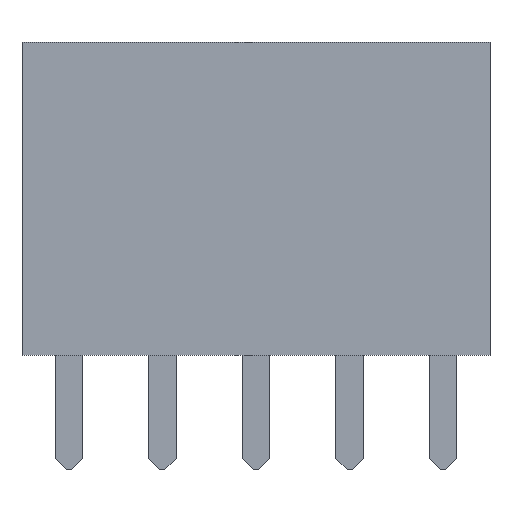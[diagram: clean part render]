
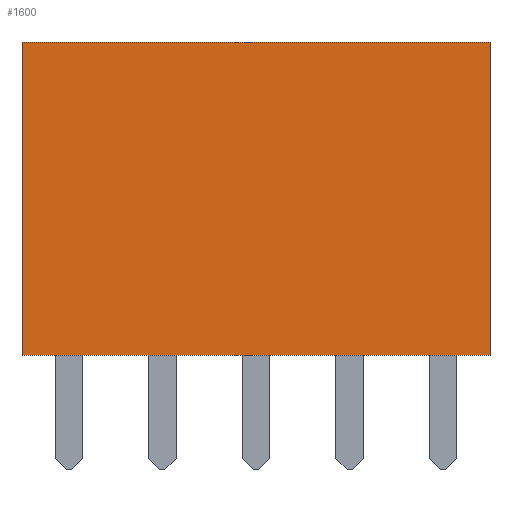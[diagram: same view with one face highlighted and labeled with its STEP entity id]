
A CAD part, front view. The second image highlights one B-rep face of the part: STEP entity #1600.
In plain terms, the highlighted planar face has unit normal (0, -1, 0).
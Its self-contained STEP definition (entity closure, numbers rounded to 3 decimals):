
#104=FACE_OUTER_BOUND('',#204,.T.);
#204=EDGE_LOOP('',(#1323,#1324,#1325,#1326));
#283=LINE('',#2268,#497);
#324=LINE('',#2352,#538);
#351=LINE('',#2407,#565);
#355=LINE('',#2414,#569);
#497=VECTOR('',#1845,10.);
#538=VECTOR('',#1912,10.);
#565=VECTOR('',#1965,10.);
#569=VECTOR('',#1973,10.);
#693=VERTEX_POINT('',#2265);
#694=VERTEX_POINT('',#2267);
#724=VERTEX_POINT('',#2351);
#739=VERTEX_POINT('',#2406);
#847=EDGE_CURVE('',#693,#694,#283,.T.);
#888=EDGE_CURVE('',#694,#724,#324,.T.);
#915=EDGE_CURVE('',#739,#724,#351,.T.);
#919=EDGE_CURVE('',#739,#693,#355,.T.);
#1323=ORIENTED_EDGE('',*,*,#915,.T.);
#1324=ORIENTED_EDGE('',*,*,#888,.F.);
#1325=ORIENTED_EDGE('',*,*,#847,.F.);
#1326=ORIENTED_EDGE('',*,*,#919,.F.);
#1505=PLANE('',#1715);
#1600=ADVANCED_FACE('',(#104),#1505,.T.);
#1715=AXIS2_PLACEMENT_3D('',#2483,#2045,#2046);
#1845=DIRECTION('',(1.,0.,0.));
#1912=DIRECTION('',(0.,0.,-1.));
#1965=DIRECTION('',(1.,0.,0.));
#1973=DIRECTION('',(0.,0.,1.));
#2045=DIRECTION('center_axis',(0.,-1.,0.));
#2046=DIRECTION('ref_axis',(1.,0.,0.));
#2265=CARTESIAN_POINT('',(-6.35,-1.25,8.6));
#2267=CARTESIAN_POINT('',(6.35,-1.25,8.6));
#2268=CARTESIAN_POINT('',(-6.35,-1.25,8.6));
#2351=CARTESIAN_POINT('',(6.35,-1.25,0.1));
#2352=CARTESIAN_POINT('',(6.35,-1.25,0.1));
#2406=CARTESIAN_POINT('',(-6.35,-1.25,0.1));
#2407=CARTESIAN_POINT('',(-6.35,-1.25,0.1));
#2414=CARTESIAN_POINT('',(-6.35,-1.25,0.1));
#2483=CARTESIAN_POINT('Origin',(-6.35,-1.25,0.1));
